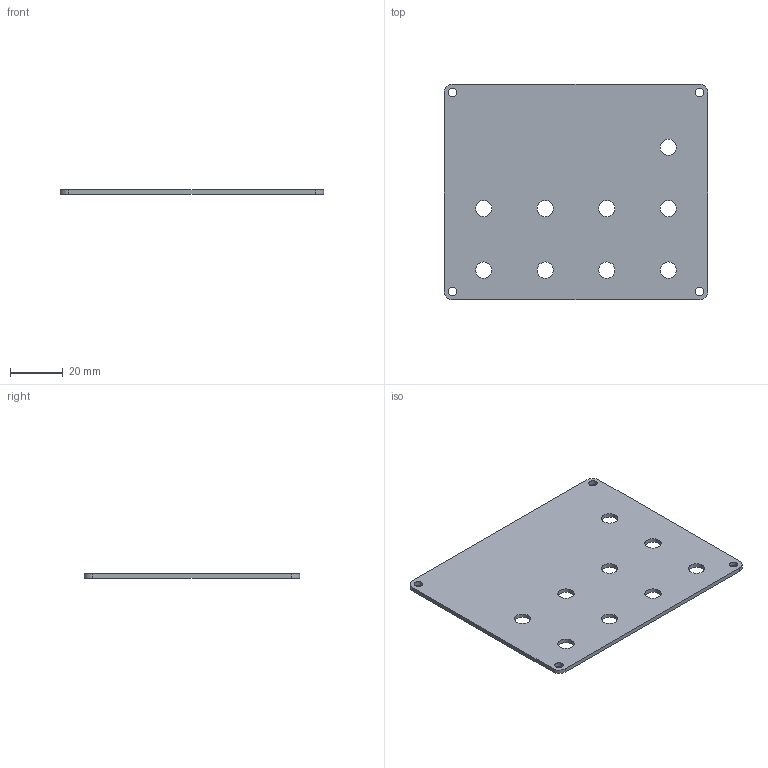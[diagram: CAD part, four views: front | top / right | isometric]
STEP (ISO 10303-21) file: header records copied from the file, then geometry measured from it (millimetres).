
FILE_DESCRIPTION(('KiCad electronic assembly'),'2;1');
FILE_NAME('stringy_fp.step','2025-02-08T20:40:38',('Pcbnew'),('Kicad'), 'Open CASCADE STEP processor 7.8','KiCad to STEP converter','Unknown' );
FILE_SCHEMA(('AUTOMOTIVE_DESIGN { 1 0 10303 214 1 1 1 1 }'));
Length unit declared in the file: millimetre
Products named in the file (2): stringy_fp 1; _autosave-stringy_PCB
Assembly tree (1 placements, depth 2):
  stringy_fp 1
    _autosave-stringy_PCB
Bounding box: 100 x 81.81 x 1.6 mm (x, y, z)
Volume: 12589.4 mm3; surface area: 16654.6 mm2
Topology: 1 solids, 1 shells, 27 faces, 75 edges, 50 vertices
Faces by surface type: cylinder 17, plane 10
Full cylindrical faces by diameter (mm): 3.2 x4, 6.2 x9
Entity records: 972 total; most frequent: DIRECTION 167, CARTESIAN_POINT 154, ORIENTED_EDGE 150, EDGE_CURVE 75, AXIS2_PLACEMENT_3D 63, FACE_BOUND 53, EDGE_LOOP 53, VERTEX_POINT 50
